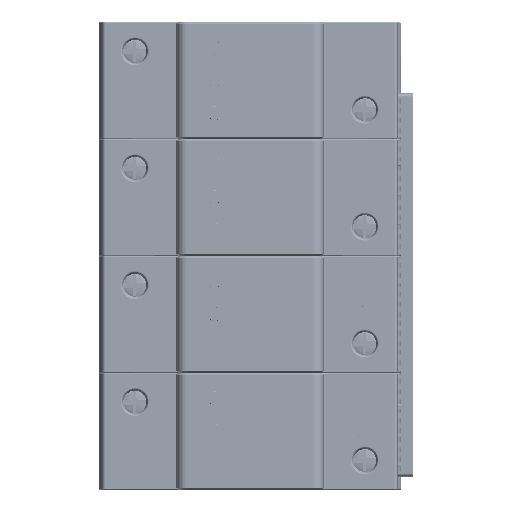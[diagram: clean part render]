
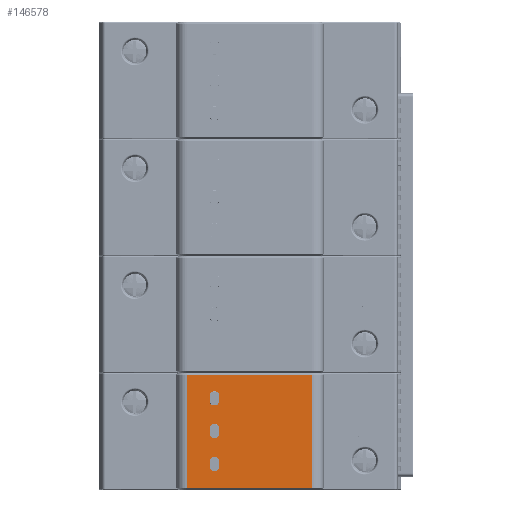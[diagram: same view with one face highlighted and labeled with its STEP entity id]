
A CAD part, top view. The second image highlights one B-rep face of the part: STEP entity #146578.
In plain terms, the highlighted planar face has unit normal (0, 0, 1).
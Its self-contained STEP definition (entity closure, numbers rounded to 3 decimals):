
#26131=DIRECTION('',(0.,1.,0.));
#26132=VECTOR('',#26131,34.5);
#26133=CARTESIAN_POINT('',(63.9,0.45,31.607));
#26134=LINE('',#26133,#26132);
#26139=CARTESIAN_POINT('',(33.8,16.6,31.607));
#26140=DIRECTION('',(0.,0.,1.));
#26141=DIRECTION('',(-1.,0.,0.));
#26142=AXIS2_PLACEMENT_3D('',#26139,#26140,#26141);
#26144=CARTESIAN_POINT('',(34.5,16.6,31.607));
#26145=DIRECTION('',(0.,0.,1.));
#26146=DIRECTION('',(0.,-1.,0.));
#26147=AXIS2_PLACEMENT_3D('',#26144,#26145,#26146);
#26149=CARTESIAN_POINT('',(34.5,18.8,31.607));
#26150=DIRECTION('',(0.,0.,1.));
#26151=DIRECTION('',(1.,0.,0.));
#26152=AXIS2_PLACEMENT_3D('',#26149,#26150,#26151);
#26154=CARTESIAN_POINT('',(33.8,18.8,31.607));
#26155=DIRECTION('',(0.,0.,1.));
#26156=DIRECTION('',(0.,1.,0.));
#26157=AXIS2_PLACEMENT_3D('',#26154,#26155,#26156);
#26159=CARTESIAN_POINT('',(33.8,6.6,31.607));
#26160=DIRECTION('',(0.,0.,1.));
#26161=DIRECTION('',(-1.,0.,0.));
#26162=AXIS2_PLACEMENT_3D('',#26159,#26160,#26161);
#26164=CARTESIAN_POINT('',(34.5,6.6,31.607));
#26165=DIRECTION('',(0.,0.,1.));
#26166=DIRECTION('',(0.,-1.,0.));
#26167=AXIS2_PLACEMENT_3D('',#26164,#26165,#26166);
#26169=CARTESIAN_POINT('',(34.5,8.8,31.607));
#26170=DIRECTION('',(0.,0.,1.));
#26171=DIRECTION('',(1.,0.,0.));
#26172=AXIS2_PLACEMENT_3D('',#26169,#26170,#26171);
#26174=CARTESIAN_POINT('',(33.8,8.8,31.607));
#26175=DIRECTION('',(0.,0.,1.));
#26176=DIRECTION('',(0.,1.,0.));
#26177=AXIS2_PLACEMENT_3D('',#26174,#26175,#26176);
#26179=CARTESIAN_POINT('',(33.8,26.6,31.607));
#26180=DIRECTION('',(0.,0.,1.));
#26181=DIRECTION('',(-1.,0.,0.));
#26182=AXIS2_PLACEMENT_3D('',#26179,#26180,#26181);
#26184=CARTESIAN_POINT('',(34.5,26.6,31.607));
#26185=DIRECTION('',(0.,0.,1.));
#26186=DIRECTION('',(0.,-1.,0.));
#26187=AXIS2_PLACEMENT_3D('',#26184,#26185,#26186);
#26189=CARTESIAN_POINT('',(34.5,28.8,31.607));
#26190=DIRECTION('',(0.,0.,1.));
#26191=DIRECTION('',(1.,0.,0.));
#26192=AXIS2_PLACEMENT_3D('',#26189,#26190,#26191);
#26194=CARTESIAN_POINT('',(33.8,28.8,31.607));
#26195=DIRECTION('',(0.,0.,1.));
#26196=DIRECTION('',(0.,1.,0.));
#26197=AXIS2_PLACEMENT_3D('',#26194,#26195,#26196);
#26203=DIRECTION('',(0.,-1.,0.));
#26204=VECTOR('',#26203,34.5);
#26205=CARTESIAN_POINT('',(25.9,34.95,31.607));
#26206=LINE('',#26205,#26204);
#30712=DIRECTION('',(-1.,0.,0.));
#30713=VECTOR('',#30712,38.);
#30714=CARTESIAN_POINT('',(63.9,34.95,31.607));
#30715=LINE('',#30714,#30713);
#50309=DIRECTION('',(1.,0.,0.));
#50310=VECTOR('',#50309,38.);
#50311=CARTESIAN_POINT('',(25.9,0.45,31.607));
#50312=LINE('',#50311,#50310);
#64657=DIRECTION('',(0.,1.,0.));
#64658=VECTOR('',#64657,2.2);
#64659=CARTESIAN_POINT('',(32.8,16.6,31.607));
#64660=LINE('',#64659,#64658);
#64688=DIRECTION('',(1.,0.,0.));
#64689=VECTOR('',#64688,0.7);
#64690=CARTESIAN_POINT('',(33.8,19.8,31.607));
#64691=LINE('',#64690,#64689);
#64719=DIRECTION('',(0.,-1.,0.));
#64720=VECTOR('',#64719,2.2);
#64721=CARTESIAN_POINT('',(35.5,18.8,31.607));
#64722=LINE('',#64721,#64720);
#64750=DIRECTION('',(-1.,0.,0.));
#64751=VECTOR('',#64750,0.7);
#64752=CARTESIAN_POINT('',(34.5,15.6,31.607));
#64753=LINE('',#64752,#64751);
#64817=DIRECTION('',(0.,1.,0.));
#64818=VECTOR('',#64817,2.2);
#64819=CARTESIAN_POINT('',(32.8,6.6,31.607));
#64820=LINE('',#64819,#64818);
#64848=DIRECTION('',(1.,0.,0.));
#64849=VECTOR('',#64848,0.7);
#64850=CARTESIAN_POINT('',(33.8,9.8,31.607));
#64851=LINE('',#64850,#64849);
#64879=DIRECTION('',(0.,-1.,0.));
#64880=VECTOR('',#64879,2.2);
#64881=CARTESIAN_POINT('',(35.5,8.8,31.607));
#64882=LINE('',#64881,#64880);
#64910=DIRECTION('',(-1.,0.,0.));
#64911=VECTOR('',#64910,0.7);
#64912=CARTESIAN_POINT('',(34.5,5.6,31.607));
#64913=LINE('',#64912,#64911);
#64977=DIRECTION('',(0.,1.,0.));
#64978=VECTOR('',#64977,2.2);
#64979=CARTESIAN_POINT('',(32.8,26.6,31.607));
#64980=LINE('',#64979,#64978);
#65008=DIRECTION('',(1.,0.,0.));
#65009=VECTOR('',#65008,0.7);
#65010=CARTESIAN_POINT('',(33.8,29.8,31.607));
#65011=LINE('',#65010,#65009);
#65039=DIRECTION('',(0.,-1.,0.));
#65040=VECTOR('',#65039,2.2);
#65041=CARTESIAN_POINT('',(35.5,28.8,31.607));
#65042=LINE('',#65041,#65040);
#65070=DIRECTION('',(-1.,0.,0.));
#65071=VECTOR('',#65070,0.7);
#65072=CARTESIAN_POINT('',(34.5,25.6,31.607));
#65073=LINE('',#65072,#65071);
#95362=CARTESIAN_POINT('',(25.9,0.45,31.607));
#95363=VERTEX_POINT('',#95362);
#95364=CARTESIAN_POINT('',(63.9,0.45,31.607));
#95365=VERTEX_POINT('',#95364);
#95390=CARTESIAN_POINT('',(63.9,34.95,31.607));
#95391=VERTEX_POINT('',#95390);
#95392=CARTESIAN_POINT('',(25.9,34.95,31.607));
#95393=VERTEX_POINT('',#95392);
#95394=CARTESIAN_POINT('',(32.8,16.6,31.607));
#95395=CARTESIAN_POINT('',(32.8,18.8,31.607));
#95396=VERTEX_POINT('',#95394);
#95397=VERTEX_POINT('',#95395);
#95398=CARTESIAN_POINT('',(33.8,15.6,31.607));
#95399=VERTEX_POINT('',#95398);
#95400=CARTESIAN_POINT('',(34.5,15.6,31.607));
#95401=VERTEX_POINT('',#95400);
#95402=CARTESIAN_POINT('',(35.5,16.6,31.607));
#95403=VERTEX_POINT('',#95402);
#95404=CARTESIAN_POINT('',(35.5,18.8,31.607));
#95405=VERTEX_POINT('',#95404);
#95406=CARTESIAN_POINT('',(34.5,19.8,31.607));
#95407=VERTEX_POINT('',#95406);
#95408=CARTESIAN_POINT('',(33.8,19.8,31.607));
#95409=VERTEX_POINT('',#95408);
#95410=CARTESIAN_POINT('',(32.8,6.6,31.607));
#95411=CARTESIAN_POINT('',(32.8,8.8,31.607));
#95412=VERTEX_POINT('',#95410);
#95413=VERTEX_POINT('',#95411);
#95414=CARTESIAN_POINT('',(33.8,5.6,31.607));
#95415=VERTEX_POINT('',#95414);
#95416=CARTESIAN_POINT('',(34.5,5.6,31.607));
#95417=VERTEX_POINT('',#95416);
#95418=CARTESIAN_POINT('',(35.5,6.6,31.607));
#95419=VERTEX_POINT('',#95418);
#95420=CARTESIAN_POINT('',(35.5,8.8,31.607));
#95421=VERTEX_POINT('',#95420);
#95422=CARTESIAN_POINT('',(34.5,9.8,31.607));
#95423=VERTEX_POINT('',#95422);
#95424=CARTESIAN_POINT('',(33.8,9.8,31.607));
#95425=VERTEX_POINT('',#95424);
#95426=CARTESIAN_POINT('',(32.8,26.6,31.607));
#95427=CARTESIAN_POINT('',(32.8,28.8,31.607));
#95428=VERTEX_POINT('',#95426);
#95429=VERTEX_POINT('',#95427);
#95430=CARTESIAN_POINT('',(33.8,25.6,31.607));
#95431=VERTEX_POINT('',#95430);
#95432=CARTESIAN_POINT('',(34.5,25.6,31.607));
#95433=VERTEX_POINT('',#95432);
#95434=CARTESIAN_POINT('',(35.5,26.6,31.607));
#95435=VERTEX_POINT('',#95434);
#95436=CARTESIAN_POINT('',(35.5,28.8,31.607));
#95437=VERTEX_POINT('',#95436);
#95438=CARTESIAN_POINT('',(34.5,29.8,31.607));
#95439=VERTEX_POINT('',#95438);
#95440=CARTESIAN_POINT('',(33.8,29.8,31.607));
#95441=VERTEX_POINT('',#95440);
#146510=CARTESIAN_POINT('',(44.9,17.7,31.607));
#146511=DIRECTION('',(0.,0.,1.));
#146512=DIRECTION('',(-1.,0.,0.));
#146513=AXIS2_PLACEMENT_3D('',#146510,#146511,#146512);
#146514=PLANE('',#146513);
#146516=ORIENTED_EDGE('',*,*,#146515,.F.);
#146518=ORIENTED_EDGE('',*,*,#146517,.F.);
#146519=ORIENTED_EDGE('',*,*,#146500,.F.);
#146521=ORIENTED_EDGE('',*,*,#146520,.F.);
#146522=EDGE_LOOP('',(#146516,#146518,#146519,#146521));
#146523=FACE_OUTER_BOUND('',#146522,.F.);
#146525=ORIENTED_EDGE('',*,*,#146524,.F.);
#146527=ORIENTED_EDGE('',*,*,#146526,.T.);
#146529=ORIENTED_EDGE('',*,*,#146528,.F.);
#146531=ORIENTED_EDGE('',*,*,#146530,.T.);
#146533=ORIENTED_EDGE('',*,*,#146532,.F.);
#146535=ORIENTED_EDGE('',*,*,#146534,.T.);
#146537=ORIENTED_EDGE('',*,*,#146536,.F.);
#146539=ORIENTED_EDGE('',*,*,#146538,.T.);
#146540=EDGE_LOOP('',(#146525,#146527,#146529,#146531,#146533,#146535,#146537,
#146539));
#146541=FACE_BOUND('',#146540,.F.);
#146543=ORIENTED_EDGE('',*,*,#146542,.F.);
#146545=ORIENTED_EDGE('',*,*,#146544,.T.);
#146547=ORIENTED_EDGE('',*,*,#146546,.F.);
#146549=ORIENTED_EDGE('',*,*,#146548,.T.);
#146551=ORIENTED_EDGE('',*,*,#146550,.F.);
#146553=ORIENTED_EDGE('',*,*,#146552,.T.);
#146555=ORIENTED_EDGE('',*,*,#146554,.F.);
#146557=ORIENTED_EDGE('',*,*,#146556,.T.);
#146558=EDGE_LOOP('',(#146543,#146545,#146547,#146549,#146551,#146553,#146555,
#146557));
#146559=FACE_BOUND('',#146558,.F.);
#146561=ORIENTED_EDGE('',*,*,#146560,.F.);
#146563=ORIENTED_EDGE('',*,*,#146562,.T.);
#146565=ORIENTED_EDGE('',*,*,#146564,.F.);
#146567=ORIENTED_EDGE('',*,*,#146566,.T.);
#146569=ORIENTED_EDGE('',*,*,#146568,.F.);
#146571=ORIENTED_EDGE('',*,*,#146570,.T.);
#146573=ORIENTED_EDGE('',*,*,#146572,.F.);
#146575=ORIENTED_EDGE('',*,*,#146574,.T.);
#146576=EDGE_LOOP('',(#146561,#146563,#146565,#146567,#146569,#146571,#146573,
#146575));
#146577=FACE_BOUND('',#146576,.F.);
#146578=ADVANCED_FACE('',(#146523,#146541,#146559,#146577),#146514,.T.);
#26143=CIRCLE('',#26142,1.);
#26148=CIRCLE('',#26147,1.);
#26153=CIRCLE('',#26152,1.);
#26158=CIRCLE('',#26157,1.);
#26163=CIRCLE('',#26162,1.);
#26168=CIRCLE('',#26167,1.);
#26173=CIRCLE('',#26172,1.);
#26178=CIRCLE('',#26177,1.);
#26183=CIRCLE('',#26182,1.);
#26188=CIRCLE('',#26187,1.);
#26193=CIRCLE('',#26192,1.);
#26198=CIRCLE('',#26197,1.);
#146500=EDGE_CURVE('',#95365,#95391,#26134,.T.);
#146515=EDGE_CURVE('',#95393,#95363,#26206,.T.);
#146517=EDGE_CURVE('',#95391,#95393,#30715,.T.);
#146520=EDGE_CURVE('',#95363,#95365,#50312,.T.);
#146524=EDGE_CURVE('',#95396,#95397,#64660,.T.);
#146526=EDGE_CURVE('',#95396,#95399,#26143,.T.);
#146528=EDGE_CURVE('',#95401,#95399,#64753,.T.);
#146530=EDGE_CURVE('',#95401,#95403,#26148,.T.);
#146532=EDGE_CURVE('',#95405,#95403,#64722,.T.);
#146534=EDGE_CURVE('',#95405,#95407,#26153,.T.);
#146536=EDGE_CURVE('',#95409,#95407,#64691,.T.);
#146538=EDGE_CURVE('',#95409,#95397,#26158,.T.);
#146542=EDGE_CURVE('',#95412,#95413,#64820,.T.);
#146544=EDGE_CURVE('',#95412,#95415,#26163,.T.);
#146546=EDGE_CURVE('',#95417,#95415,#64913,.T.);
#146548=EDGE_CURVE('',#95417,#95419,#26168,.T.);
#146550=EDGE_CURVE('',#95421,#95419,#64882,.T.);
#146552=EDGE_CURVE('',#95421,#95423,#26173,.T.);
#146554=EDGE_CURVE('',#95425,#95423,#64851,.T.);
#146556=EDGE_CURVE('',#95425,#95413,#26178,.T.);
#146560=EDGE_CURVE('',#95428,#95429,#64980,.T.);
#146562=EDGE_CURVE('',#95428,#95431,#26183,.T.);
#146564=EDGE_CURVE('',#95433,#95431,#65073,.T.);
#146566=EDGE_CURVE('',#95433,#95435,#26188,.T.);
#146568=EDGE_CURVE('',#95437,#95435,#65042,.T.);
#146570=EDGE_CURVE('',#95437,#95439,#26193,.T.);
#146572=EDGE_CURVE('',#95441,#95439,#65011,.T.);
#146574=EDGE_CURVE('',#95441,#95429,#26198,.T.);
